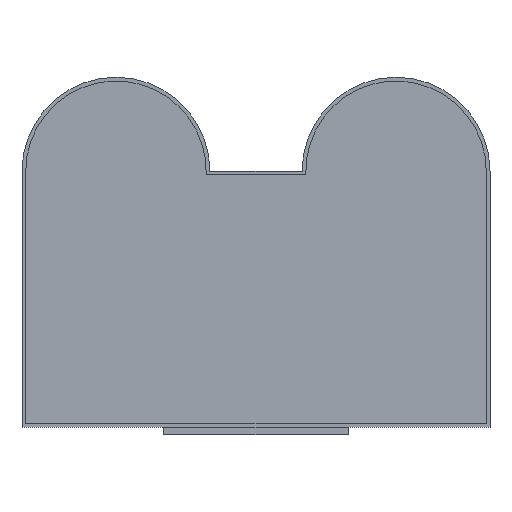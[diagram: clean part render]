
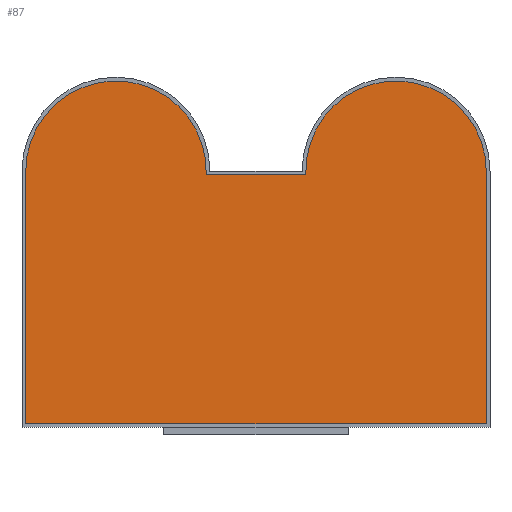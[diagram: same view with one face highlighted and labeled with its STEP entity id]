
A CAD part, front view. The second image highlights one B-rep face of the part: STEP entity #87.
In plain terms, the highlighted planar face has unit normal (0, -1, 0).
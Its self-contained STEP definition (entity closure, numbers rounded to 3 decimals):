
#87 = ADVANCED_FACE( '', ( #178 ), #179, .F. );
#178 = FACE_OUTER_BOUND( '', #269, .T. );
#179 = PLANE( '', #270 );
#269 = EDGE_LOOP( '', ( #456, #457, #458, #459, #460, #461 ) );
#270 = AXIS2_PLACEMENT_3D( '', #462, #463, #464 );
#456 = ORIENTED_EDGE( '', *, *, #553, .F. );
#457 = ORIENTED_EDGE( '', *, *, #581, .F. );
#458 = ORIENTED_EDGE( '', *, *, #543, .F. );
#459 = ORIENTED_EDGE( '', *, *, #598, .F. );
#460 = ORIENTED_EDGE( '', *, *, #608, .F. );
#461 = ORIENTED_EDGE( '', *, *, #617, .F. );
#462 = CARTESIAN_POINT( '', ( -3.8, -24.995, 2.2 ) );
#463 = DIRECTION( '', ( 0., 1., 0. ) );
#464 = DIRECTION( '', ( 0., 0., 1. ) );
#543 = EDGE_CURVE( '', #640, #641, #642, .T. );
#553 = EDGE_CURVE( '', #658, #659, #660, .T. );
#581 = EDGE_CURVE( '', #641, #658, #704, .T. );
#598 = EDGE_CURVE( '', #729, #640, #730, .T. );
#608 = EDGE_CURVE( '', #742, #729, #743, .T. );
#617 = EDGE_CURVE( '', #659, #742, #754, .T. );
#640 = VERTEX_POINT( '', #781 );
#641 = VERTEX_POINT( '', #782 );
#642 = CIRCLE( '', #783, 2.45 );
#658 = VERTEX_POINT( '', #803 );
#659 = VERTEX_POINT( '', #804 );
#660 = LINE( '', #805, #806 );
#704 = LINE( '', #867, #868 );
#729 = VERTEX_POINT( '', #903 );
#730 = LINE( '', #904, #905 );
#742 = VERTEX_POINT( '', #924 );
#743 = CIRCLE( '', #925, 2.45 );
#754 = LINE( '', #940, #941 );
#781 = CARTESIAN_POINT( '', ( 1.352, -24.995, 2.1 ) );
#782 = CARTESIAN_POINT( '', ( 6.25, -24.995, 2.2 ) );
#783 = AXIS2_PLACEMENT_3D( '', #962, #963, #964 );
#803 = CARTESIAN_POINT( '', ( 6.25, -24.995, -4.65 ) );
#804 = CARTESIAN_POINT( '', ( -6.25, -24.995, -4.65 ) );
#805 = CARTESIAN_POINT( '', ( -6.25, -24.995, -4.65 ) );
#806 = VECTOR( '', #978, 1000. );
#867 = CARTESIAN_POINT( '', ( 6.25, -24.995, -4.65 ) );
#868 = VECTOR( '', #1008, 1000. );
#903 = CARTESIAN_POINT( '', ( -1.352, -24.995, 2.1 ) );
#904 = CARTESIAN_POINT( '', ( -1.352, -24.995, 2.1 ) );
#905 = VECTOR( '', #1025, 1000. );
#924 = CARTESIAN_POINT( '', ( -6.25, -24.995, 2.2 ) );
#925 = AXIS2_PLACEMENT_3D( '', #1033, #1034, #1035 );
#940 = CARTESIAN_POINT( '', ( -6.25, -24.995, -4.65 ) );
#941 = VECTOR( '', #1043, 1000. );
#962 = CARTESIAN_POINT( '', ( 3.8, -24.995, 2.2 ) );
#963 = DIRECTION( '', ( 0., 1., 0. ) );
#964 = DIRECTION( '', ( 0., 0., -1. ) );
#978 = DIRECTION( '', ( -1., 0., 0. ) );
#1008 = DIRECTION( '', ( 0., 0., -1. ) );
#1025 = DIRECTION( '', ( 1., 0., 0. ) );
#1033 = CARTESIAN_POINT( '', ( -3.8, -24.995, 2.2 ) );
#1034 = DIRECTION( '', ( 0., 1., 0. ) );
#1035 = DIRECTION( '', ( -1., 0., 0. ) );
#1043 = DIRECTION( '', ( 0., 0., 1. ) );
